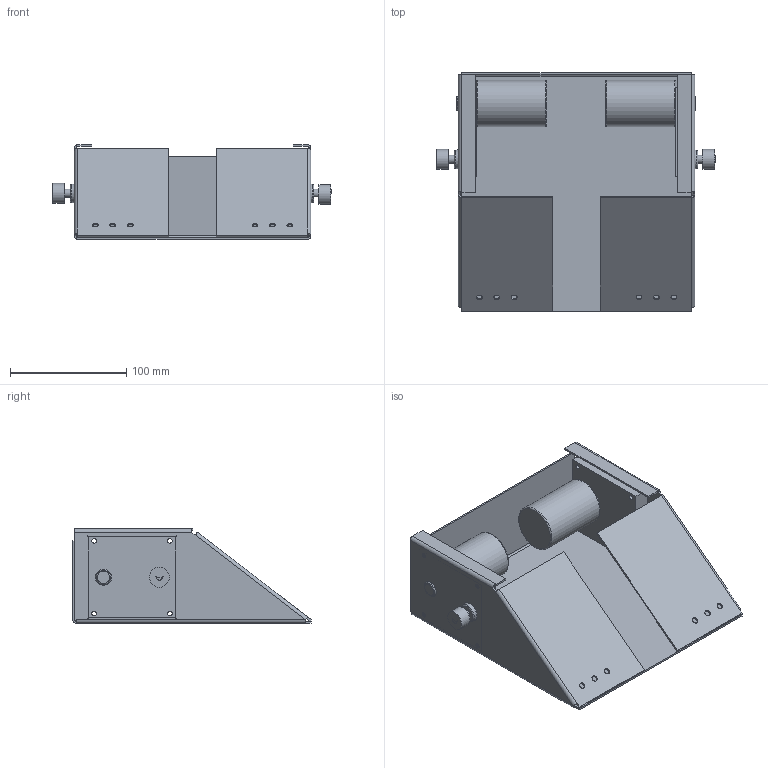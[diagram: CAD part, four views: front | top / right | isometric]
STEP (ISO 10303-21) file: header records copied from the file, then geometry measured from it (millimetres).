
FILE_DESCRIPTION(/* description */ (''),/* implementation_level */ '2;1');
FILE_NAME(/* name */ 'Motor design v3.step',/* time_stamp */ '2024-06-26T18:27:01+05:30',/* author */ (''),/* organization */ (''),/* preprocessor_version */ 'ST-DEVELOPER v20',/* originating_system */ 'Autodesk Translation Framework v13.14.0.145',/* authorisation */ '');
FILE_SCHEMA (('AUTOMOTIVE_DESIGN { 1 0 10303 214 3 1 1 }'));
Length unit declared in the file: millimetre
Products named in the file (8): Motor design; RobotBody; Motor (1); Motor; shaft; Gear Box; coupling (1); coupling
Assembly tree (9 placements, depth 3):
  Motor design
    Motor (1)  x2
      Motor
      shaft
      Gear Box
    RobotBody
    coupling (1)
      coupling  x2
Bounding box: 239.2 x 204.7 x 81.28 mm (x, y, z)
Volume: 471815.7 mm3; surface area: 259154.2 mm2
Topology: 9 solids, 9 shells, 164 faces, 358 edges, 216 vertices
Faces by surface type: plane 92, cylinder 58, torus 10, cone 4
Full cylindrical faces by diameter (mm): 4 x16, 5 x6, 7 x2, 14 x2, 17 x4, 40 x2
Entity records: 3858 total; most frequent: DIRECTION 674, CARTESIAN_POINT 622, ORIENTED_EDGE 566, EDGE_CURVE 283, AXIS2_PLACEMENT_3D 248, LINE 178, VECTOR 178, EDGE_LOOP 175
